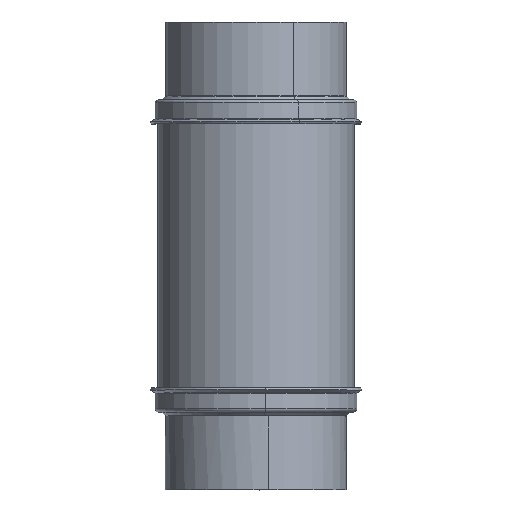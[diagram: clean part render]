
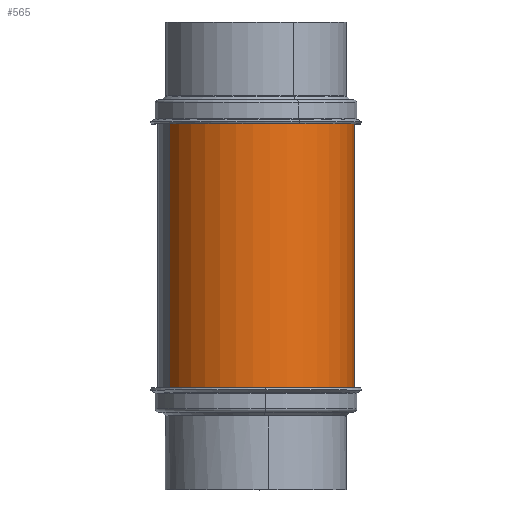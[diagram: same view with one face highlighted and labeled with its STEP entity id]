
A CAD part, top view. The second image highlights one B-rep face of the part: STEP entity #565.
In plain terms, the highlighted cylindrical face has radius 20.637 mm (diameter 41.275 mm), a partial arc.
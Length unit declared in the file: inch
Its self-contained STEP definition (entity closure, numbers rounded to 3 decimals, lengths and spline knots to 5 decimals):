
#3 = DIRECTION ( 'NONE',  ( 0., 0., -1. ) ) ;
#36 = CARTESIAN_POINT ( 'NONE',  ( -0.71493, -0.02272, 0.38605 ) ) ;
#88 = EDGE_CURVE ( 'NONE', #884, #1127, #490, .T. ) ;
#134 = CARTESIAN_POINT ( 'NONE',  ( 0.71493, -2.20728, -0.38605 ) ) ;
#158 = LINE ( 'NONE', #801, #520 ) ;
#203 = CARTESIAN_POINT ( 'NONE',  ( -0.71493, -2.20728, 0.38605 ) ) ;
#278 = EDGE_LOOP ( 'NONE', ( #578, #751, #1159, #989 ) ) ;
#392 = VERTEX_POINT ( 'NONE', #36 ) ;
#398 = DIRECTION ( 'NONE',  ( 0., 1., 0. ) ) ;
#460 = DIRECTION ( 'NONE',  ( -1., 0., 0. ) ) ;
#490 = CIRCLE ( 'NONE', #859, 0.8125 ) ;
#501 = CARTESIAN_POINT ( 'NONE',  ( 0., -0.44711, 0. ) ) ;
#520 = VECTOR ( 'NONE', #1304, 39.37008 ) ;
#565 = ADVANCED_FACE ( 'NONE', ( #1480 ), #866, .T. ) ;
#578 = ORIENTED_EDGE ( 'NONE', *, *, #88, .T. ) ;
#634 = DIRECTION ( 'NONE',  ( 0., -1., 0. ) ) ;
#751 = ORIENTED_EDGE ( 'NONE', *, *, #1266, .T. ) ;
#801 = CARTESIAN_POINT ( 'NONE',  ( 0.71493, -0.44711, -0.38605 ) ) ;
#859 = AXIS2_PLACEMENT_3D ( 'NONE', #1580, #946, #460 ) ;
#865 = CIRCLE ( 'NONE', #1203, 0.8125 ) ;
#866 = CYLINDRICAL_SURFACE ( 'NONE', #1401, 0.8125 ) ;
#884 = VERTEX_POINT ( 'NONE', #203 ) ;
#946 = DIRECTION ( 'NONE',  ( 0., 1., 0. ) ) ;
#989 = ORIENTED_EDGE ( 'NONE', *, *, #1178, .F. ) ;
#1127 = VERTEX_POINT ( 'NONE', #134 ) ;
#1128 = EDGE_CURVE ( 'NONE', #1257, #392, #865, .T. ) ;
#1159 = ORIENTED_EDGE ( 'NONE', *, *, #1128, .T. ) ;
#1178 = EDGE_CURVE ( 'NONE', #884, #392, #1540, .T. ) ;
#1203 = AXIS2_PLACEMENT_3D ( 'NONE', #1607, #634, #3 ) ;
#1238 = DIRECTION ( 'NONE',  ( -0.88, 0., 0.475 ) ) ;
#1257 = VERTEX_POINT ( 'NONE', #1279 ) ;
#1266 = EDGE_CURVE ( 'NONE', #1127, #1257, #158, .T. ) ;
#1279 = CARTESIAN_POINT ( 'NONE',  ( 0.71493, -0.02272, -0.38605 ) ) ;
#1304 = DIRECTION ( 'NONE',  ( 0., 1., 0. ) ) ;
#1361 = DIRECTION ( 'NONE',  ( 0., 1., 0. ) ) ;
#1401 = AXIS2_PLACEMENT_3D ( 'NONE', #501, #1361, #1238 ) ;
#1434 = VECTOR ( 'NONE', #398, 39.37008 ) ;
#1480 = FACE_OUTER_BOUND ( 'NONE', #278, .T. ) ;
#1540 = LINE ( 'NONE', #1549, #1434 ) ;
#1549 = CARTESIAN_POINT ( 'NONE',  ( -0.71493, -0.44711, 0.38605 ) ) ;
#1580 = CARTESIAN_POINT ( 'NONE',  ( 0., -2.20728, 0. ) ) ;
#1607 = CARTESIAN_POINT ( 'NONE',  ( 0., -0.02272, 0. ) ) ;
